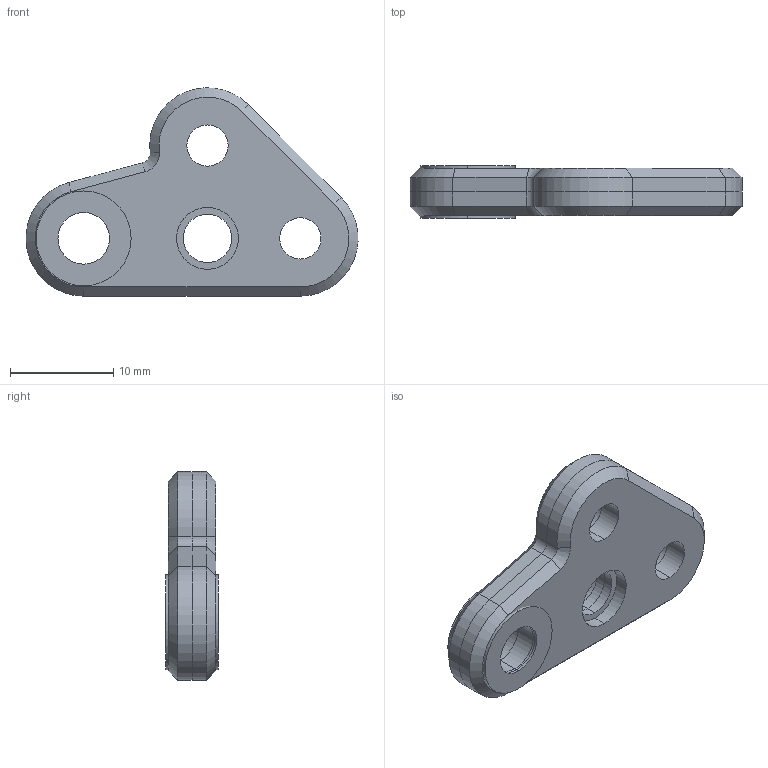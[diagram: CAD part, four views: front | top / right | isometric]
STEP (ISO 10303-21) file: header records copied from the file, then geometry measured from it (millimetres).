
FILE_DESCRIPTION (( 'STEP AP214' ), '1' );
FILE_NAME ('TF28037.STEP', '2016-09-19T11:45:17', ( '' ), ( '' ), 'SwSTEP 2.0', 'SolidWorks 2015', '' );
FILE_SCHEMA (( 'AUTOMOTIVE_DESIGN' ));
Length unit declared in the file: millimetre
Products named in the file (1): TF28037
Bounding box: 32.19 x 5.1 x 20.2 mm (x, y, z)
Volume: 1715 mm3; surface area: 2334.3 mm2
Topology: 4 solids, 4 shells, 66 faces, 154 edges, 98 vertices
Faces by surface type: cylinder 36, plane 22, cone 8
Entity records: 2009 total; most frequent: DIRECTION 366, CARTESIAN_POINT 325, ORIENTED_EDGE 308, EDGE_CURVE 154, AXIS2_PLACEMENT_3D 147, VERTEX_POINT 98, EDGE_LOOP 88, CIRCLE 80
